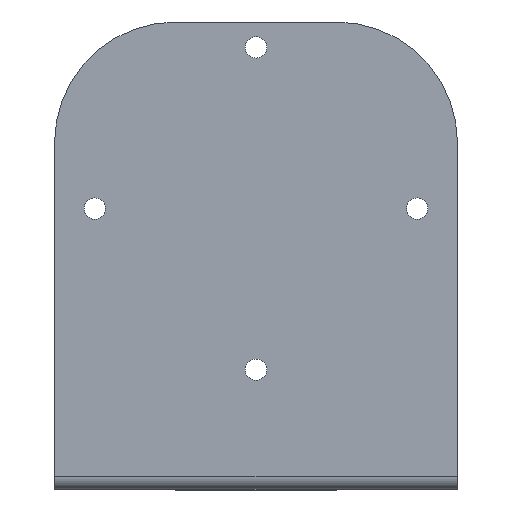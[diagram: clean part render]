
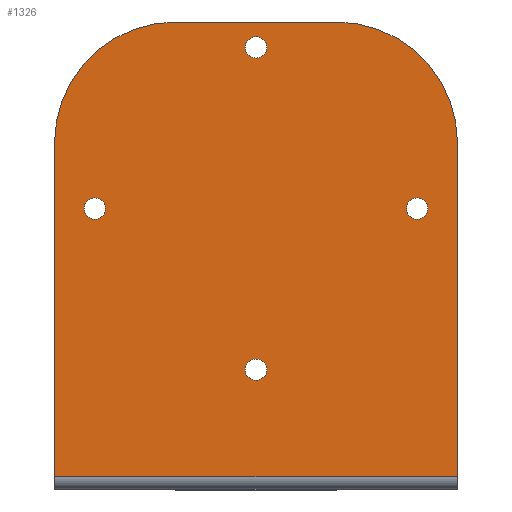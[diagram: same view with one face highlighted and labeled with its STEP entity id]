
A CAD part, top view. The second image highlights one B-rep face of the part: STEP entity #1326.
In plain terms, the highlighted planar face has unit normal (0, 0, 1).
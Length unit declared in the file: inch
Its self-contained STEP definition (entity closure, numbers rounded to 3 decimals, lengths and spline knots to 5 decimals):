
#2 = VERTEX_POINT ( 'NONE', #1077 ) ;
#4 = LINE ( 'NONE', #815, #993 ) ;
#6 = CIRCLE ( 'NONE', #123, 0.06625 ) ;
#7 = CARTESIAN_POINT ( 'NONE',  ( 0.25, 1.74252, 0. ) ) ;
#28 = CIRCLE ( 'NONE', #517, 0.06625 ) ;
#34 = DIRECTION ( 'NONE',  ( -1., 0., 0. ) ) ;
#48 = CARTESIAN_POINT ( 'NONE',  ( 2.5, 2.15, 0. ) ) ;
#59 = DIRECTION ( 'NONE',  ( -1., 0., 0. ) ) ;
#63 = EDGE_LOOP ( 'NONE', ( #778, #303 ) ) ;
#90 = EDGE_CURVE ( 'NONE', #147, #734, #1140, .T. ) ;
#99 = ORIENTED_EDGE ( 'NONE', *, *, #922, .T. ) ;
#101 = VERTEX_POINT ( 'NONE', #276 ) ;
#123 = AXIS2_PLACEMENT_3D ( 'NONE', #1248, #1240, #603 ) ;
#127 = LINE ( 'NONE', #913, #391 ) ;
#147 = VERTEX_POINT ( 'NONE', #383 ) ;
#154 = DIRECTION ( 'NONE',  ( 0., 0., 1. ) ) ;
#167 = EDGE_CURVE ( 'NONE', #218, #147, #979, .T. ) ;
#168 = ORIENTED_EDGE ( 'NONE', *, *, #1174, .T. ) ;
#169 = CARTESIAN_POINT ( 'NONE',  ( 2.25, 1.74252, 0. ) ) ;
#187 = AXIS2_PLACEMENT_3D ( 'NONE', #569, #1323, #1329 ) ;
#200 = ORIENTED_EDGE ( 'NONE', *, *, #961, .F. ) ;
#203 = EDGE_CURVE ( 'NONE', #830, #527, #372, .T. ) ;
#218 = VERTEX_POINT ( 'NONE', #48 ) ;
#222 = CARTESIAN_POINT ( 'NONE',  ( 1.18375, 2.74252, 0. ) ) ;
#229 = DIRECTION ( 'NONE',  ( -1., 0., 0. ) ) ;
#241 = CARTESIAN_POINT ( 'NONE',  ( 1.25, 2.74252, 0. ) ) ;
#242 = DIRECTION ( 'NONE',  ( 0., 0., -1. ) ) ;
#250 = DIRECTION ( 'NONE',  ( 0., 0., 1. ) ) ;
#261 = DIRECTION ( 'NONE',  ( 0., 1., 0. ) ) ;
#269 = DIRECTION ( 'NONE',  ( -1., 0., 0. ) ) ;
#276 = CARTESIAN_POINT ( 'NONE',  ( 2.18375, 1.74252, 0. ) ) ;
#287 = ORIENTED_EDGE ( 'NONE', *, *, #1108, .T. ) ;
#300 = AXIS2_PLACEMENT_3D ( 'NONE', #594, #154, #703 ) ;
#301 = AXIS2_PLACEMENT_3D ( 'NONE', #241, #1345, #34 ) ;
#303 = ORIENTED_EDGE ( 'NONE', *, *, #422, .T. ) ;
#307 = AXIS2_PLACEMENT_3D ( 'NONE', #777, #772, #1094 ) ;
#313 = EDGE_CURVE ( 'NONE', #471, #1103, #28, .T. ) ;
#336 = VERTEX_POINT ( 'NONE', #807 ) ;
#362 = DIRECTION ( 'NONE',  ( -1., 0., 0. ) ) ;
#370 = CIRCLE ( 'NONE', #187, 0.06625 ) ;
#372 = CIRCLE ( 'NONE', #1341, 0.06625 ) ;
#380 = FACE_BOUND ( 'NONE', #401, .T. ) ;
#383 = CARTESIAN_POINT ( 'NONE',  ( 1.75, 2.9, 0. ) ) ;
#391 = VECTOR ( 'NONE', #261, 39.37008 ) ;
#396 = VERTEX_POINT ( 'NONE', #685 ) ;
#401 = EDGE_LOOP ( 'NONE', ( #1076, #168 ) ) ;
#417 = CIRCLE ( 'NONE', #559, 0.75 ) ;
#422 = EDGE_CURVE ( 'NONE', #396, #101, #934, .T. ) ;
#448 = CARTESIAN_POINT ( 'NONE',  ( 0.75, 2.9, 0. ) ) ;
#471 = VERTEX_POINT ( 'NONE', #688 ) ;
#472 = CARTESIAN_POINT ( 'NONE',  ( 1.25, 2.74252, 0. ) ) ;
#496 = CARTESIAN_POINT ( 'NONE',  ( 0.25, 1.74252, 0. ) ) ;
#517 = AXIS2_PLACEMENT_3D ( 'NONE', #472, #242, #362 ) ;
#527 = VERTEX_POINT ( 'NONE', #1225 ) ;
#531 = DIRECTION ( 'NONE',  ( 0., 0., 1. ) ) ;
#552 = EDGE_CURVE ( 'NONE', #734, #1022, #417, .T. ) ;
#559 = AXIS2_PLACEMENT_3D ( 'NONE', #704, #250, #588 ) ;
#569 = CARTESIAN_POINT ( 'NONE',  ( 2.25, 1.74252, 0. ) ) ;
#574 = ORIENTED_EDGE ( 'NONE', *, *, #658, .T. ) ;
#581 = DIRECTION ( 'NONE',  ( 0., 0., -1. ) ) ;
#588 = DIRECTION ( 'NONE',  ( 1., 0., 0. ) ) ;
#594 = CARTESIAN_POINT ( 'NONE',  ( 1.75, 2.15, 0. ) ) ;
#603 = DIRECTION ( 'NONE',  ( -1., 0., 0. ) ) ;
#609 = VERTEX_POINT ( 'NONE', #619 ) ;
#619 = CARTESIAN_POINT ( 'NONE',  ( 0., 0.07874, 0. ) ) ;
#624 = VECTOR ( 'NONE', #1043, 39.37008 ) ;
#633 = VERTEX_POINT ( 'NONE', #728 ) ;
#654 = PLANE ( 'NONE',  #888 ) ;
#658 = EDGE_CURVE ( 'NONE', #609, #2, #995, .T. ) ;
#659 = CARTESIAN_POINT ( 'NONE',  ( 0.18375, 1.74252, 0. ) ) ;
#678 = EDGE_LOOP ( 'NONE', ( #1102, #1014, #200, #574, #953, #959 ) ) ;
#685 = CARTESIAN_POINT ( 'NONE',  ( 2.31625, 1.74252, 0. ) ) ;
#688 = CARTESIAN_POINT ( 'NONE',  ( 1.31625, 2.74252, 0. ) ) ;
#703 = DIRECTION ( 'NONE',  ( 1., 0., 0. ) ) ;
#704 = CARTESIAN_POINT ( 'NONE',  ( 0.75, 2.15, 0. ) ) ;
#715 = DIRECTION ( 'NONE',  ( 0., 0., -1. ) ) ;
#728 = CARTESIAN_POINT ( 'NONE',  ( 1.18375, 0.74252, 0. ) ) ;
#734 = VERTEX_POINT ( 'NONE', #448 ) ;
#744 = FACE_BOUND ( 'NONE', #63, .T. ) ;
#772 = DIRECTION ( 'NONE',  ( 0., 0., -1. ) ) ;
#777 = CARTESIAN_POINT ( 'NONE',  ( 1.25, 0.74252, 0. ) ) ;
#778 = ORIENTED_EDGE ( 'NONE', *, *, #892, .T. ) ;
#807 = CARTESIAN_POINT ( 'NONE',  ( 1.31625, 0.74252, 0. ) ) ;
#815 = CARTESIAN_POINT ( 'NONE',  ( 2.5, 0., 0. ) ) ;
#830 = VERTEX_POINT ( 'NONE', #659 ) ;
#864 = EDGE_LOOP ( 'NONE', ( #99, #1332 ) ) ;
#888 = AXIS2_PLACEMENT_3D ( 'NONE', #963, #531, #1185 ) ;
#892 = EDGE_CURVE ( 'NONE', #101, #396, #370, .T. ) ;
#895 = EDGE_LOOP ( 'NONE', ( #1288, #287 ) ) ;
#900 = CIRCLE ( 'NONE', #301, 0.06625 ) ;
#907 = CIRCLE ( 'NONE', #307, 0.06625 ) ;
#913 = CARTESIAN_POINT ( 'NONE',  ( 0., 0., 0. ) ) ;
#922 = EDGE_CURVE ( 'NONE', #1103, #471, #900, .T. ) ;
#934 = CIRCLE ( 'NONE', #1026, 0.06625 ) ;
#945 = EDGE_CURVE ( 'NONE', #2, #218, #4, .T. ) ;
#953 = ORIENTED_EDGE ( 'NONE', *, *, #945, .T. ) ;
#959 = ORIENTED_EDGE ( 'NONE', *, *, #167, .T. ) ;
#961 = EDGE_CURVE ( 'NONE', #609, #1022, #127, .T. ) ;
#963 = CARTESIAN_POINT ( 'NONE',  ( 2.5, 0., 0. ) ) ;
#979 = CIRCLE ( 'NONE', #300, 0.75 ) ;
#993 = VECTOR ( 'NONE', #1119, 39.37008 ) ;
#995 = LINE ( 'NONE', #1137, #624 ) ;
#1014 = ORIENTED_EDGE ( 'NONE', *, *, #552, .T. ) ;
#1020 = EDGE_CURVE ( 'NONE', #633, #336, #6, .T. ) ;
#1022 = VERTEX_POINT ( 'NONE', #1145 ) ;
#1026 = AXIS2_PLACEMENT_3D ( 'NONE', #169, #715, #1141 ) ;
#1033 = CARTESIAN_POINT ( 'NONE',  ( 2.5, 2.9, 0. ) ) ;
#1043 = DIRECTION ( 'NONE',  ( 1., 0., 0. ) ) ;
#1076 = ORIENTED_EDGE ( 'NONE', *, *, #203, .T. ) ;
#1077 = CARTESIAN_POINT ( 'NONE',  ( 2.5, 0.07874, 0. ) ) ;
#1087 = FACE_BOUND ( 'NONE', #895, .T. ) ;
#1094 = DIRECTION ( 'NONE',  ( -1., 0., 0. ) ) ;
#1102 = ORIENTED_EDGE ( 'NONE', *, *, #90, .T. ) ;
#1103 = VERTEX_POINT ( 'NONE', #222 ) ;
#1104 = FACE_BOUND ( 'NONE', #864, .T. ) ;
#1108 = EDGE_CURVE ( 'NONE', #336, #633, #907, .T. ) ;
#1119 = DIRECTION ( 'NONE',  ( 0., 1., 0. ) ) ;
#1137 = CARTESIAN_POINT ( 'NONE',  ( 2.5, 0.07874, 0. ) ) ;
#1140 = LINE ( 'NONE', #1033, #1301 ) ;
#1141 = DIRECTION ( 'NONE',  ( -1., 0., 0. ) ) ;
#1145 = CARTESIAN_POINT ( 'NONE',  ( 0., 2.15, 0. ) ) ;
#1174 = EDGE_CURVE ( 'NONE', #527, #830, #1249, .T. ) ;
#1185 = DIRECTION ( 'NONE',  ( 1., 0., 0. ) ) ;
#1225 = CARTESIAN_POINT ( 'NONE',  ( 0.31625, 1.74252, 0. ) ) ;
#1240 = DIRECTION ( 'NONE',  ( 0., 0., -1. ) ) ;
#1248 = CARTESIAN_POINT ( 'NONE',  ( 1.25, 0.74252, 0. ) ) ;
#1249 = CIRCLE ( 'NONE', #1419, 0.06625 ) ;
#1288 = ORIENTED_EDGE ( 'NONE', *, *, #1020, .T. ) ;
#1301 = VECTOR ( 'NONE', #269, 39.37008 ) ;
#1306 = FACE_OUTER_BOUND ( 'NONE', #678, .T. ) ;
#1308 = DIRECTION ( 'NONE',  ( 0., 0., -1. ) ) ;
#1323 = DIRECTION ( 'NONE',  ( 0., 0., -1. ) ) ;
#1326 = ADVANCED_FACE ( 'NONE', ( #1104, #744, #380, #1087, #1306 ), #654, .T. ) ;
#1329 = DIRECTION ( 'NONE',  ( -1., 0., 0. ) ) ;
#1332 = ORIENTED_EDGE ( 'NONE', *, *, #313, .T. ) ;
#1341 = AXIS2_PLACEMENT_3D ( 'NONE', #496, #581, #59 ) ;
#1345 = DIRECTION ( 'NONE',  ( 0., 0., -1. ) ) ;
#1419 = AXIS2_PLACEMENT_3D ( 'NONE', #7, #1308, #229 ) ;
